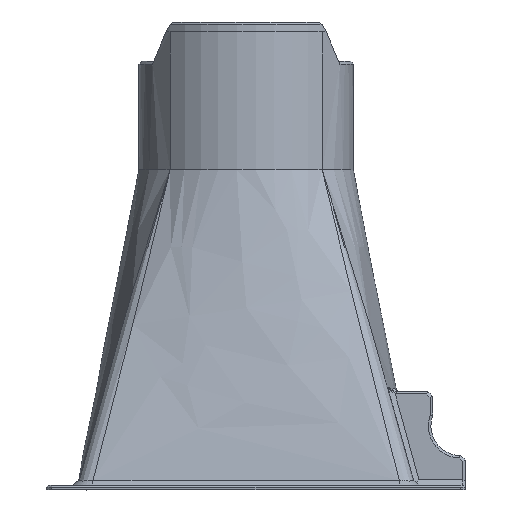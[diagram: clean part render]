
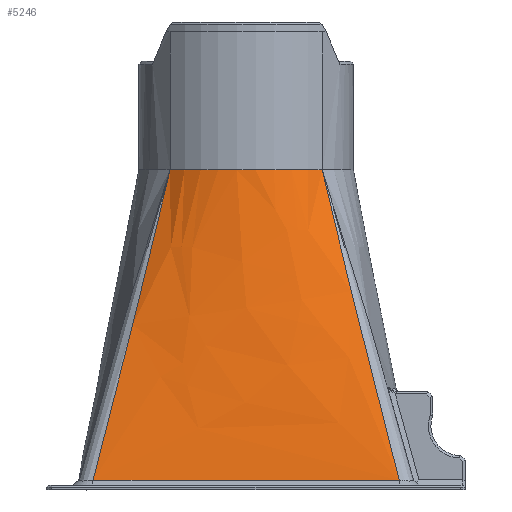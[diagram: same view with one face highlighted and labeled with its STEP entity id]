
A CAD part, left-side view. The second image highlights one B-rep face of the part: STEP entity #5246.
In plain terms, the highlighted free-form (B-spline) face has degree [3, 1] with [18, 2] control points.
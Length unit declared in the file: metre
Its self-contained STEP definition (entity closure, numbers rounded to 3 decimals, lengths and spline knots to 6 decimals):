
#14=B_SPLINE_SURFACE_WITH_KNOTS('',3,1,((#11518,#11519),(#11520,#11521),
(#11522,#11523),(#11524,#11525),(#11526,#11527),(#11528,#11529),(#11530,
#11531),(#11532,#11533),(#11534,#11535),(#11536,#11537),(#11538,#11539),
(#11540,#11541),(#11542,#11543),(#11544,#11545),(#11546,#11547),(#11548,
#11549),(#11550,#11551),(#11552,#11553)),.RULED_SURF.,.F.,.F.,.F.,(4,2,
2,2,2,2,2,2,4),(2,2),(0.,0.125,0.25,0.375,0.5,0.625,0.75,0.875,1.),(0.024195,
1.),.UNSPECIFIED.);
#201=CIRCLE('',#5591,0.0218);
#321=B_SPLINE_CURVE_WITH_KNOTS('',3,(#11554,#11555,#11556,#11557,#11558,
#11559),.UNSPECIFIED.,.F.,.F.,(4,1,1,4),(-0.000032,0.016859,
0.033751,0.067533),.UNSPECIFIED.);
#322=B_SPLINE_CURVE_WITH_KNOTS('',3,(#11561,#11562,#11563,#11564,#11565,
#11566,#11567,#11568,#11569),.UNSPECIFIED.,.F.,.F.,(4,1,1,1,1,1,4),(0.,
0.25,0.375,0.5,0.625,0.75,1.),.UNSPECIFIED.);
#323=B_SPLINE_CURVE_WITH_KNOTS('',3,(#11571,#11572,#11573,#11574,#11575,
#11576),.UNSPECIFIED.,.F.,.F.,(4,1,1,4),(0.001018,0.034806,
0.0517,0.068594),.UNSPECIFIED.);
#844=ORIENTED_EDGE('',*,*,#2472,.T.);
#845=ORIENTED_EDGE('',*,*,#2473,.T.);
#846=ORIENTED_EDGE('',*,*,#2474,.T.);
#847=ORIENTED_EDGE('',*,*,#2475,.F.);
#2472=EDGE_CURVE('',#3267,#3269,#321,.T.);
#2473=EDGE_CURVE('',#3269,#3270,#322,.T.);
#2474=EDGE_CURVE('',#3270,#3233,#323,.T.);
#2475=EDGE_CURVE('',#3267,#3233,#201,.T.);
#3233=VERTEX_POINT('',#11291);
#3267=VERTEX_POINT('',#11511);
#3269=VERTEX_POINT('',#11560);
#3270=VERTEX_POINT('',#11570);
#4443=EDGE_LOOP('',(#844,#845,#846,#847));
#4753=FACE_BOUND('',#4443,.T.);
#5246=ADVANCED_FACE('',(#4753),#14,.T.);
#5591=AXIS2_PLACEMENT_3D('',#11577,#6017,#6018);
#6017=DIRECTION('',(0.,0.,1.));
#6018=DIRECTION('',(1.,0.,0.));
#11291=CARTESIAN_POINT('',(-0.015415,-0.015415,0.065));
#11511=CARTESIAN_POINT('',(-0.015415,0.015415,0.065));
#11518=CARTESIAN_POINT('',(-0.034038,0.034038,0.001573));
#11519=CARTESIAN_POINT('',(-0.015415,0.015415,0.065));
#11520=CARTESIAN_POINT('',(-0.034063,0.031208,0.001573));
#11521=CARTESIAN_POINT('',(-0.016424,0.014406,0.065));
#11522=CARTESIAN_POINT('',(-0.034085,0.028376,0.001573));
#11523=CARTESIAN_POINT('',(-0.017333,0.013298,0.065));
#11524=CARTESIAN_POINT('',(-0.034123,0.022708,0.001573));
#11525=CARTESIAN_POINT('',(-0.018919,0.010925,0.065));
#11526=CARTESIAN_POINT('',(-0.034139,0.019872,0.001573));
#11527=CARTESIAN_POINT('',(-0.019595,0.009661,0.065));
#11528=CARTESIAN_POINT('',(-0.034166,0.014197,0.001573));
#11529=CARTESIAN_POINT('',(-0.020687,0.007024,0.065));
#11530=CARTESIAN_POINT('',(-0.034176,0.011359,0.001573));
#11531=CARTESIAN_POINT('',(-0.021103,0.005652,0.065));
#11532=CARTESIAN_POINT('',(-0.034189,0.00568,0.001573));
#11533=CARTESIAN_POINT('',(-0.021659,0.002854,0.065));
#11534=CARTESIAN_POINT('',(-0.034193,0.00284,0.001573));
#11535=CARTESIAN_POINT('',(-0.0218,0.001427,0.065));
#11536=CARTESIAN_POINT('',(-0.034193,-0.00284,0.001573));
#11537=CARTESIAN_POINT('',(-0.0218,-0.001427,0.065));
#11538=CARTESIAN_POINT('',(-0.034189,-0.00568,0.001573));
#11539=CARTESIAN_POINT('',(-0.021659,-0.002854,0.065));
#11540=CARTESIAN_POINT('',(-0.034176,-0.011359,0.001573));
#11541=CARTESIAN_POINT('',(-0.021103,-0.005652,0.065));
#11542=CARTESIAN_POINT('',(-0.034166,-0.014197,0.001573));
#11543=CARTESIAN_POINT('',(-0.020687,-0.007024,0.065));
#11544=CARTESIAN_POINT('',(-0.034139,-0.019872,0.001573));
#11545=CARTESIAN_POINT('',(-0.019595,-0.009661,0.065));
#11546=CARTESIAN_POINT('',(-0.034123,-0.022708,0.001573));
#11547=CARTESIAN_POINT('',(-0.018919,-0.010925,0.065));
#11548=CARTESIAN_POINT('',(-0.034085,-0.028376,0.001573));
#11549=CARTESIAN_POINT('',(-0.017333,-0.013298,0.065));
#11550=CARTESIAN_POINT('',(-0.034063,-0.031208,0.001573));
#11551=CARTESIAN_POINT('',(-0.016424,-0.014406,0.065));
#11552=CARTESIAN_POINT('',(-0.034038,-0.034038,0.001573));
#11553=CARTESIAN_POINT('',(-0.015415,-0.015415,0.065));
#11554=CARTESIAN_POINT('',(-0.015415,0.015415,0.065));
#11555=CARTESIAN_POINT('',(-0.017194,0.016683,0.059811));
#11556=CARTESIAN_POINT('',(-0.020512,0.019156,0.049333));
#11557=CARTESIAN_POINT('',(-0.026634,0.024281,0.028272));
#11558=CARTESIAN_POINT('',(-0.031026,0.028338,0.01247));
#11559=CARTESIAN_POINT('',(-0.033957,0.031098,0.001951));
#11560=CARTESIAN_POINT('',(-0.033957,0.031098,0.001951));
#11561=CARTESIAN_POINT('',(-0.033957,0.031098,0.001951));
#11562=CARTESIAN_POINT('',(-0.034001,0.025711,0.001985));
#11563=CARTESIAN_POINT('',(-0.034056,0.017787,0.002023));
#11564=CARTESIAN_POINT('',(-0.034093,0.007511,0.002049));
#11565=CARTESIAN_POINT('',(-0.034102,0.,0.002055));
#11566=CARTESIAN_POINT('',(-0.034093,-0.007511,0.002049));
#11567=CARTESIAN_POINT('',(-0.034056,-0.017787,0.002023));
#11568=CARTESIAN_POINT('',(-0.034001,-0.025711,0.001985));
#11569=CARTESIAN_POINT('',(-0.033957,-0.031098,0.001951));
#11570=CARTESIAN_POINT('',(-0.033957,-0.031098,0.001951));
#11571=CARTESIAN_POINT('',(-0.033957,-0.031098,0.001951));
#11572=CARTESIAN_POINT('',(-0.031026,-0.028338,0.01247));
#11573=CARTESIAN_POINT('',(-0.026634,-0.024281,0.028272));
#11574=CARTESIAN_POINT('',(-0.020512,-0.019155,0.049333));
#11575=CARTESIAN_POINT('',(-0.017194,-0.016683,0.05981));
#11576=CARTESIAN_POINT('',(-0.015415,-0.015415,0.065));
#11577=CARTESIAN_POINT('',(0.,0.,0.065));
